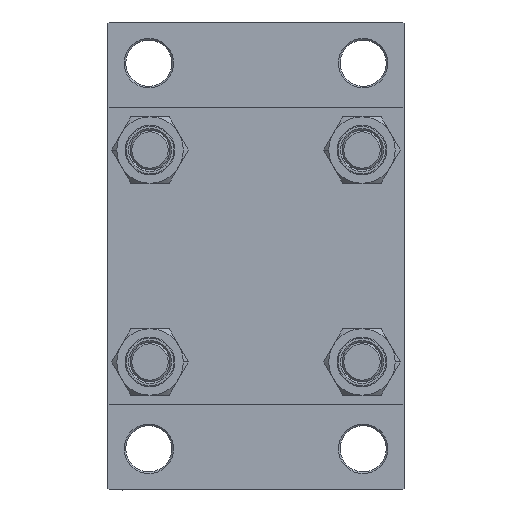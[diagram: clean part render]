
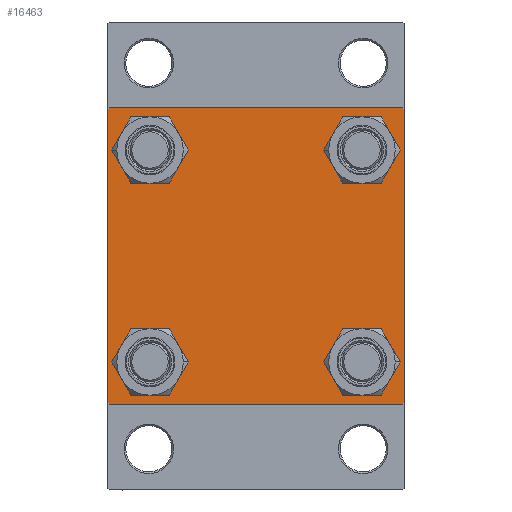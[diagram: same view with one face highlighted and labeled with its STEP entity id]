
A CAD part, left-side view. The second image highlights one B-rep face of the part: STEP entity #16463.
In plain terms, the highlighted planar face has unit normal (-1, 0, 0).
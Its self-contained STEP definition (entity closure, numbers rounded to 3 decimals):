
#114 = PLANE ( 'NONE',  #21535 ) ;
#979 = ORIENTED_EDGE ( 'NONE', *, *, #1472, .F. ) ;
#1094 = VERTEX_POINT ( 'NONE', #20120 ) ;
#1285 = DIRECTION ( 'NONE',  ( 0., 0., 1. ) ) ;
#1292 = EDGE_LOOP ( 'NONE', ( #44933, #24114 ) ) ;
#1472 = EDGE_CURVE ( 'NONE', #1094, #17060, #12346, .T. ) ;
#1766 = DIRECTION ( 'NONE',  ( 0., -1., 0. ) ) ;
#2300 = CIRCLE ( 'NONE', #18401, 6.5 ) ;
#2765 = EDGE_CURVE ( 'NONE', #4408, #6116, #24296, .T. ) ;
#2888 = LINE ( 'NONE', #45802, #41400 ) ;
#3209 = DIRECTION ( 'NONE',  ( 0., 0., 1. ) ) ;
#3682 = CARTESIAN_POINT ( 'NONE',  ( 0., 32.15, -32.15 ) ) ;
#3948 = ORIENTED_EDGE ( 'NONE', *, *, #6778, .T. ) ;
#4051 = CARTESIAN_POINT ( 'NONE',  ( 0., 32.15, 38.65 ) ) ;
#4217 = VECTOR ( 'NONE', #38297, 1000. ) ;
#4408 = VERTEX_POINT ( 'NONE', #41653 ) ;
#4560 = AXIS2_PLACEMENT_3D ( 'NONE', #12765, #27169, #16144 ) ;
#4967 = ORIENTED_EDGE ( 'NONE', *, *, #12692, .T. ) ;
#5220 = DIRECTION ( 'NONE',  ( 0., 0.707, -0.707 ) ) ;
#5622 = CARTESIAN_POINT ( 'NONE',  ( 0., 44.5, -45. ) ) ;
#5844 = CARTESIAN_POINT ( 'NONE',  ( 0., 32.15, 32.15 ) ) ;
#5982 = EDGE_LOOP ( 'NONE', ( #35263, #13184 ) ) ;
#6116 = VERTEX_POINT ( 'NONE', #10102 ) ;
#6244 = DIRECTION ( 'NONE',  ( 0., 0.707, 0.707 ) ) ;
#6778 = EDGE_CURVE ( 'NONE', #13182, #17876, #2300, .T. ) ;
#7679 = LINE ( 'NONE', #22319, #19259 ) ;
#7784 = FACE_BOUND ( 'NONE', #41735, .T. ) ;
#7979 = AXIS2_PLACEMENT_3D ( 'NONE', #39299, #32365, #47201 ) ;
#8254 = CARTESIAN_POINT ( 'NONE',  ( 0., -32.15, 32.15 ) ) ;
#8413 = DIRECTION ( 'NONE',  ( 1., 0., 0. ) ) ;
#9230 = ORIENTED_EDGE ( 'NONE', *, *, #39256, .T. ) ;
#9474 = ORIENTED_EDGE ( 'NONE', *, *, #21369, .T. ) ;
#10102 = CARTESIAN_POINT ( 'NONE',  ( 0., -45., -44.5 ) ) ;
#11081 = EDGE_CURVE ( 'NONE', #31309, #23692, #43557, .T. ) ;
#11315 = VERTEX_POINT ( 'NONE', #33527 ) ;
#11441 = DIRECTION ( 'NONE',  ( 1., 0., 0. ) ) ;
#11616 = FACE_OUTER_BOUND ( 'NONE', #26737, .T. ) ;
#11851 = DIRECTION ( 'NONE',  ( -1., 0., 0. ) ) ;
#12089 = DIRECTION ( 'NONE',  ( 0., 0., 1. ) ) ;
#12176 = LINE ( 'NONE', #27048, #4217 ) ;
#12346 = LINE ( 'NONE', #36839, #47445 ) ;
#12374 = ORIENTED_EDGE ( 'NONE', *, *, #45804, .T. ) ;
#12692 = EDGE_CURVE ( 'NONE', #17876, #13182, #46627, .T. ) ;
#12765 = CARTESIAN_POINT ( 'NONE',  ( 0., 32.15, 32.15 ) ) ;
#13182 = VERTEX_POINT ( 'NONE', #4051 ) ;
#13184 = ORIENTED_EDGE ( 'NONE', *, *, #13840, .T. ) ;
#13840 = EDGE_CURVE ( 'NONE', #38022, #11315, #32943, .T. ) ;
#13852 = VERTEX_POINT ( 'NONE', #37982 ) ;
#14319 = VECTOR ( 'NONE', #5220, 1000. ) ;
#14433 = CARTESIAN_POINT ( 'NONE',  ( 0., 45., -45. ) ) ;
#14866 = CIRCLE ( 'NONE', #7979, 6.5 ) ;
#14917 = CARTESIAN_POINT ( 'NONE',  ( 0., -44.75, -44.75 ) ) ;
#15069 = EDGE_CURVE ( 'NONE', #4408, #17060, #2888, .T. ) ;
#15690 = DIRECTION ( 'NONE',  ( 1., 0., 0. ) ) ;
#16069 = DIRECTION ( 'NONE',  ( 1., 0., 0. ) ) ;
#16144 = DIRECTION ( 'NONE',  ( 0., 0., 1. ) ) ;
#16463 = ADVANCED_FACE ( 'NONE', ( #44694, #40633, #37047, #7784, #11616 ), #114, .T. ) ;
#17060 = VERTEX_POINT ( 'NONE', #32880 ) ;
#17644 = ORIENTED_EDGE ( 'NONE', *, *, #47234, .T. ) ;
#17876 = VERTEX_POINT ( 'NONE', #46270 ) ;
#17957 = EDGE_CURVE ( 'NONE', #29641, #35623, #7679, .T. ) ;
#18401 = AXIS2_PLACEMENT_3D ( 'NONE', #5844, #42302, #23628 ) ;
#18980 = DIRECTION ( 'NONE',  ( 0., -1., 0. ) ) ;
#19216 = DIRECTION ( 'NONE',  ( 0., 0., 1. ) ) ;
#19259 = VECTOR ( 'NONE', #44351, 1000. ) ;
#20120 = CARTESIAN_POINT ( 'NONE',  ( 0., 44.5, 45. ) ) ;
#20393 = CARTESIAN_POINT ( 'NONE',  ( 0., -32.15, 25.65 ) ) ;
#21188 = CARTESIAN_POINT ( 'NONE',  ( 0., -45., 45. ) ) ;
#21369 = EDGE_CURVE ( 'NONE', #29925, #21480, #33202, .T. ) ;
#21480 = VERTEX_POINT ( 'NONE', #46741 ) ;
#21535 = AXIS2_PLACEMENT_3D ( 'NONE', #26727, #11851, #12089 ) ;
#21963 = VECTOR ( 'NONE', #18980, 1000. ) ;
#22319 = CARTESIAN_POINT ( 'NONE',  ( 0., 45., 45. ) ) ;
#22365 = DIRECTION ( 'NONE',  ( 0., -0.707, 0.707 ) ) ;
#22583 = LINE ( 'NONE', #14433, #21963 ) ;
#22947 = ORIENTED_EDGE ( 'NONE', *, *, #2765, .F. ) ;
#22998 = CARTESIAN_POINT ( 'NONE',  ( 0., 44.75, 44.75 ) ) ;
#23185 = ORIENTED_EDGE ( 'NONE', *, *, #33019, .T. ) ;
#23628 = DIRECTION ( 'NONE',  ( 0., 0., 1. ) ) ;
#23692 = VERTEX_POINT ( 'NONE', #34531 ) ;
#24114 = ORIENTED_EDGE ( 'NONE', *, *, #27245, .T. ) ;
#24296 = LINE ( 'NONE', #21188, #45922 ) ;
#24840 = EDGE_LOOP ( 'NONE', ( #26353, #9474 ) ) ;
#25053 = CARTESIAN_POINT ( 'NONE',  ( 0., 32.15, -38.65 ) ) ;
#26086 = DIRECTION ( 'NONE',  ( 0., 0., 1. ) ) ;
#26353 = ORIENTED_EDGE ( 'NONE', *, *, #41207, .T. ) ;
#26390 = DIRECTION ( 'NONE',  ( 0., 0., 1. ) ) ;
#26727 = CARTESIAN_POINT ( 'NONE',  ( 0., 0., 0. ) ) ;
#26737 = EDGE_LOOP ( 'NONE', ( #27470, #9230, #23185, #12374, #22947, #37519, #979, #17644 ) ) ;
#27048 = CARTESIAN_POINT ( 'NONE',  ( 0., 44.75, -44.75 ) ) ;
#27169 = DIRECTION ( 'NONE',  ( 1., 0., 0. ) ) ;
#27245 = EDGE_CURVE ( 'NONE', #23692, #31309, #14866, .T. ) ;
#27254 = CIRCLE ( 'NONE', #36453, 6.5 ) ;
#27470 = ORIENTED_EDGE ( 'NONE', *, *, #17957, .T. ) ;
#29641 = VERTEX_POINT ( 'NONE', #45418 ) ;
#29685 = CARTESIAN_POINT ( 'NONE',  ( 0., -32.15, 32.15 ) ) ;
#29925 = VERTEX_POINT ( 'NONE', #25053 ) ;
#30953 = CARTESIAN_POINT ( 'NONE',  ( 0., 32.15, -32.15 ) ) ;
#31309 = VERTEX_POINT ( 'NONE', #40704 ) ;
#31644 = AXIS2_PLACEMENT_3D ( 'NONE', #30953, #8413, #19216 ) ;
#32147 = AXIS2_PLACEMENT_3D ( 'NONE', #8254, #15690, #1285 ) ;
#32365 = DIRECTION ( 'NONE',  ( 1., 0., 0. ) ) ;
#32880 = CARTESIAN_POINT ( 'NONE',  ( 0., -44.5, 45. ) ) ;
#32943 = CIRCLE ( 'NONE', #32147, 6.5 ) ;
#33019 = EDGE_CURVE ( 'NONE', #44514, #13852, #22583, .T. ) ;
#33202 = CIRCLE ( 'NONE', #31644, 6.5 ) ;
#33527 = CARTESIAN_POINT ( 'NONE',  ( 0., -32.15, 38.65 ) ) ;
#34257 = LINE ( 'NONE', #22998, #14319 ) ;
#34531 = CARTESIAN_POINT ( 'NONE',  ( 0., -32.15, -38.65 ) ) ;
#35263 = ORIENTED_EDGE ( 'NONE', *, *, #38490, .T. ) ;
#35623 = VERTEX_POINT ( 'NONE', #37878 ) ;
#36453 = AXIS2_PLACEMENT_3D ( 'NONE', #3682, #43729, #3209 ) ;
#36839 = CARTESIAN_POINT ( 'NONE',  ( 0., 45., 45. ) ) ;
#37047 = FACE_BOUND ( 'NONE', #24840, .T. ) ;
#37154 = AXIS2_PLACEMENT_3D ( 'NONE', #29685, #11441, #26086 ) ;
#37416 = CARTESIAN_POINT ( 'NONE',  ( 0., -32.15, -32.15 ) ) ;
#37519 = ORIENTED_EDGE ( 'NONE', *, *, #15069, .T. ) ;
#37878 = CARTESIAN_POINT ( 'NONE',  ( 0., 45., -44.5 ) ) ;
#37982 = CARTESIAN_POINT ( 'NONE',  ( 0., -44.5, -45. ) ) ;
#38022 = VERTEX_POINT ( 'NONE', #20393 ) ;
#38297 = DIRECTION ( 'NONE',  ( 0., -0.707, -0.707 ) ) ;
#38490 = EDGE_CURVE ( 'NONE', #11315, #38022, #39448, .T. ) ;
#38914 = DIRECTION ( 'NONE',  ( 0., 0., -1. ) ) ;
#39256 = EDGE_CURVE ( 'NONE', #35623, #44514, #12176, .T. ) ;
#39299 = CARTESIAN_POINT ( 'NONE',  ( 0., -32.15, -32.15 ) ) ;
#39448 = CIRCLE ( 'NONE', #37154, 6.5 ) ;
#40342 = LINE ( 'NONE', #14917, #44908 ) ;
#40633 = FACE_BOUND ( 'NONE', #1292, .T. ) ;
#40704 = CARTESIAN_POINT ( 'NONE',  ( 0., -32.15, -25.65 ) ) ;
#41207 = EDGE_CURVE ( 'NONE', #21480, #29925, #27254, .T. ) ;
#41400 = VECTOR ( 'NONE', #6244, 1000. ) ;
#41653 = CARTESIAN_POINT ( 'NONE',  ( 0., -45., 44.5 ) ) ;
#41735 = EDGE_LOOP ( 'NONE', ( #3948, #4967 ) ) ;
#42302 = DIRECTION ( 'NONE',  ( 1., 0., 0. ) ) ;
#43557 = CIRCLE ( 'NONE', #47391, 6.5 ) ;
#43729 = DIRECTION ( 'NONE',  ( 1., 0., 0. ) ) ;
#44351 = DIRECTION ( 'NONE',  ( 0., 0., -1. ) ) ;
#44514 = VERTEX_POINT ( 'NONE', #5622 ) ;
#44694 = FACE_BOUND ( 'NONE', #5982, .T. ) ;
#44908 = VECTOR ( 'NONE', #22365, 1000. ) ;
#44933 = ORIENTED_EDGE ( 'NONE', *, *, #11081, .T. ) ;
#45418 = CARTESIAN_POINT ( 'NONE',  ( 0., 45., 44.5 ) ) ;
#45802 = CARTESIAN_POINT ( 'NONE',  ( 0., -44.75, 44.75 ) ) ;
#45804 = EDGE_CURVE ( 'NONE', #13852, #6116, #40342, .T. ) ;
#45922 = VECTOR ( 'NONE', #38914, 1000. ) ;
#46270 = CARTESIAN_POINT ( 'NONE',  ( 0., 32.15, 25.65 ) ) ;
#46627 = CIRCLE ( 'NONE', #4560, 6.5 ) ;
#46741 = CARTESIAN_POINT ( 'NONE',  ( 0., 32.15, -25.65 ) ) ;
#47201 = DIRECTION ( 'NONE',  ( 0., 0., 1. ) ) ;
#47234 = EDGE_CURVE ( 'NONE', #1094, #29641, #34257, .T. ) ;
#47391 = AXIS2_PLACEMENT_3D ( 'NONE', #37416, #16069, #26390 ) ;
#47445 = VECTOR ( 'NONE', #1766, 1000. ) ;
